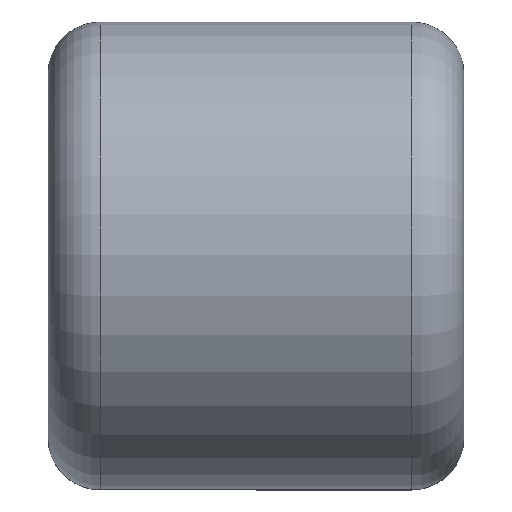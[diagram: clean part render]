
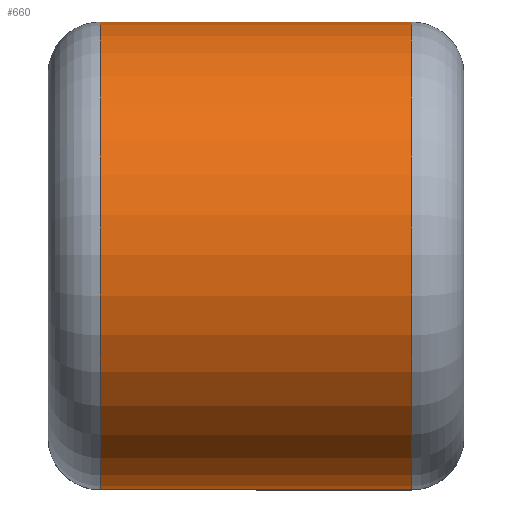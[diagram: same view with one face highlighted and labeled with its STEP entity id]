
A CAD part, top view. The second image highlights one B-rep face of the part: STEP entity #660.
In plain terms, the highlighted cylindrical face has radius 9 mm (diameter 18 mm), a partial arc.
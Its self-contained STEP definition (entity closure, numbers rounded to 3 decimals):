
#43 = AXIS2_PLACEMENT_3D ( 'NONE', #593, #176, #903 ) ;
#67 = VECTOR ( 'NONE', #589, 1000. ) ;
#78 = ORIENTED_EDGE ( 'NONE', *, *, #115, .T. ) ;
#115 = EDGE_CURVE ( 'NONE', #536, #245, #522, .T. ) ;
#119 = CARTESIAN_POINT ( 'NONE',  ( 6., 9., 10. ) ) ;
#140 = DIRECTION ( 'NONE',  ( -1., 0., 0. ) ) ;
#142 = DIRECTION ( 'NONE',  ( -1., 0., 0. ) ) ;
#158 = EDGE_CURVE ( 'NONE', #245, #332, #1007, .T. ) ;
#170 = EDGE_CURVE ( 'NONE', #332, #801, #224, .T. ) ;
#176 = DIRECTION ( 'NONE',  ( -1., 0., 0. ) ) ;
#207 = CARTESIAN_POINT ( 'NONE',  ( 8., 0., 10. ) ) ;
#220 = FACE_OUTER_BOUND ( 'NONE', #723, .T. ) ;
#224 = CIRCLE ( 'NONE', #774, 9. ) ;
#245 = VERTEX_POINT ( 'NONE', #119 ) ;
#332 = VERTEX_POINT ( 'NONE', #844 ) ;
#339 = CARTESIAN_POINT ( 'NONE',  ( 8., 9., 10. ) ) ;
#342 = VECTOR ( 'NONE', #140, 1000. ) ;
#343 = LINE ( 'NONE', #546, #342 ) ;
#408 = AXIS2_PLACEMENT_3D ( 'NONE', #207, #142, #540 ) ;
#419 = CARTESIAN_POINT ( 'NONE',  ( -6., 0., 10. ) ) ;
#473 = CYLINDRICAL_SURFACE ( 'NONE', #408, 9. ) ;
#509 = DIRECTION ( 'NONE',  ( 1., 0., 0. ) ) ;
#522 = CIRCLE ( 'NONE', #43, 9. ) ;
#536 = VERTEX_POINT ( 'NONE', #708 ) ;
#540 = DIRECTION ( 'NONE',  ( 0., -1., 0. ) ) ;
#546 = CARTESIAN_POINT ( 'NONE',  ( 8., -9., 10. ) ) ;
#561 = CARTESIAN_POINT ( 'NONE',  ( -6., -9., 10. ) ) ;
#589 = DIRECTION ( 'NONE',  ( -1., 0., 0. ) ) ;
#593 = CARTESIAN_POINT ( 'NONE',  ( 6., 0., 10. ) ) ;
#660 = ADVANCED_FACE ( 'NONE', ( #220 ), #473, .T. ) ;
#679 = ORIENTED_EDGE ( 'NONE', *, *, #158, .T. ) ;
#708 = CARTESIAN_POINT ( 'NONE',  ( 6., -9., 10. ) ) ;
#723 = EDGE_LOOP ( 'NONE', ( #679, #762, #936, #78 ) ) ;
#762 = ORIENTED_EDGE ( 'NONE', *, *, #170, .T. ) ;
#774 = AXIS2_PLACEMENT_3D ( 'NONE', #419, #509, #912 ) ;
#801 = VERTEX_POINT ( 'NONE', #561 ) ;
#844 = CARTESIAN_POINT ( 'NONE',  ( -6., 9., 10. ) ) ;
#877 = EDGE_CURVE ( 'NONE', #536, #801, #343, .T. ) ;
#903 = DIRECTION ( 'NONE',  ( 0., -1., 0. ) ) ;
#912 = DIRECTION ( 'NONE',  ( 0., 1., 0. ) ) ;
#936 = ORIENTED_EDGE ( 'NONE', *, *, #877, .F. ) ;
#1007 = LINE ( 'NONE', #339, #67 ) ;
